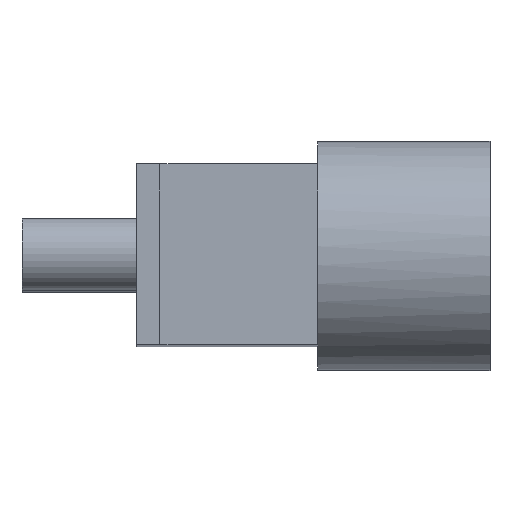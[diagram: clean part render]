
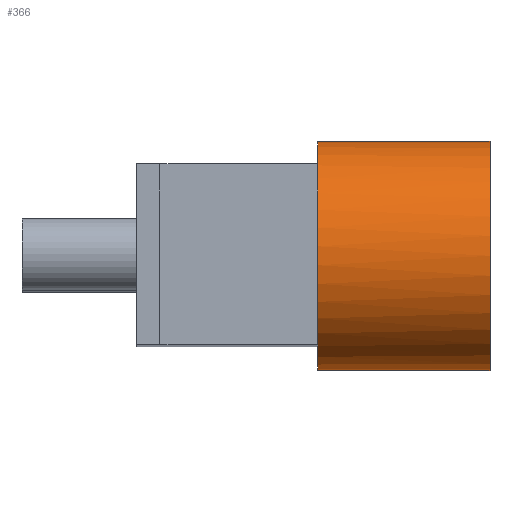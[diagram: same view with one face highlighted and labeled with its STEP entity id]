
A CAD part, top view. The second image highlights one B-rep face of the part: STEP entity #366.
In plain terms, the highlighted cylindrical face has radius 12.7 mm (diameter 25.4 mm), a full revolution.
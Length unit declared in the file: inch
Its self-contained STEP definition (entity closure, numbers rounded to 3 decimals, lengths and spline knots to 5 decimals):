
#21=CYLINDRICAL_SURFACE('',#408,0.5);
#32=FACE_OUTER_BOUND('',#56,.T.);
#56=EDGE_LOOP('',(#252,#253,#254,#255,#256,#257,#258,#259,#260));
#84=CIRCLE('',#404,0.5);
#85=CIRCLE('',#406,0.5);
#86=CIRCLE('',#407,0.5);
#87=CIRCLE('',#409,0.5);
#88=CIRCLE('',#410,0.5);
#89=CIRCLE('',#411,0.5);
#90=CIRCLE('',#412,0.5);
#101=LINE('',#572,#135);
#135=VECTOR('',#460,0.5);
#167=VERTEX_POINT('',#558);
#168=VERTEX_POINT('',#559);
#169=VERTEX_POINT('',#563);
#170=VERTEX_POINT('',#564);
#171=VERTEX_POINT('',#566);
#172=VERTEX_POINT('',#570);
#173=VERTEX_POINT('',#573);
#199=EDGE_CURVE('',#167,#168,#84,.T.);
#201=EDGE_CURVE('',#171,#170,#85,.T.);
#202=EDGE_CURVE('',#169,#171,#86,.T.);
#203=EDGE_CURVE('',#172,#172,#87,.T.);
#204=EDGE_CURVE('',#172,#171,#101,.T.);
#205=EDGE_CURVE('',#173,#170,#88,.T.);
#206=EDGE_CURVE('',#167,#173,#89,.T.);
#207=EDGE_CURVE('',#169,#168,#90,.T.);
#252=ORIENTED_EDGE('',*,*,#203,.F.);
#253=ORIENTED_EDGE('',*,*,#204,.T.);
#254=ORIENTED_EDGE('',*,*,#201,.T.);
#255=ORIENTED_EDGE('',*,*,#205,.F.);
#256=ORIENTED_EDGE('',*,*,#206,.F.);
#257=ORIENTED_EDGE('',*,*,#199,.T.);
#258=ORIENTED_EDGE('',*,*,#207,.F.);
#259=ORIENTED_EDGE('',*,*,#202,.T.);
#260=ORIENTED_EDGE('',*,*,#204,.F.);
#366=ADVANCED_FACE('',(#32),#21,.T.);
#404=AXIS2_PLACEMENT_3D('',#561,#447,#448);
#406=AXIS2_PLACEMENT_3D('',#567,#452,#453);
#407=AXIS2_PLACEMENT_3D('',#568,#454,#455);
#408=AXIS2_PLACEMENT_3D('',#569,#456,#457);
#409=AXIS2_PLACEMENT_3D('',#571,#458,#459);
#410=AXIS2_PLACEMENT_3D('',#574,#461,#462);
#411=AXIS2_PLACEMENT_3D('',#575,#463,#464);
#412=AXIS2_PLACEMENT_3D('',#576,#465,#466);
#447=DIRECTION('center_axis',(1.,0.,0.));
#448=DIRECTION('ref_axis',(0.,1.,0.));
#452=DIRECTION('center_axis',(1.,0.,0.));
#453=DIRECTION('ref_axis',(0.,1.,0.));
#454=DIRECTION('center_axis',(1.,0.,0.));
#455=DIRECTION('ref_axis',(0.,1.,0.));
#456=DIRECTION('center_axis',(1.,0.,0.));
#457=DIRECTION('ref_axis',(0.,1.,0.));
#458=DIRECTION('center_axis',(1.,0.,0.));
#459=DIRECTION('ref_axis',(0.,1.,0.));
#460=DIRECTION('',(-1.,0.,0.));
#461=DIRECTION('center_axis',(-1.,0.,0.));
#462=DIRECTION('ref_axis',(0.,1.,0.));
#463=DIRECTION('center_axis',(-1.,0.,0.));
#464=DIRECTION('ref_axis',(0.,1.,0.));
#465=DIRECTION('center_axis',(-1.,0.,0.));
#466=DIRECTION('ref_axis',(0.,1.,0.));
#558=CARTESIAN_POINT('',(8.5374,2.8937,22.95458));
#559=CARTESIAN_POINT('',(8.5374,2.8937,23.57102));
#561=CARTESIAN_POINT('Origin',(8.5374,2.5,23.2628));
#563=CARTESIAN_POINT('',(8.5374,2.1063,23.57102));
#564=CARTESIAN_POINT('',(8.5374,2.1063,22.95458));
#566=CARTESIAN_POINT('',(8.5374,2.,23.2628));
#567=CARTESIAN_POINT('Origin',(8.5374,2.5,23.2628));
#568=CARTESIAN_POINT('Origin',(8.5374,2.5,23.2628));
#569=CARTESIAN_POINT('Origin',(8.5374,2.5,23.2628));
#570=CARTESIAN_POINT('',(9.2874,2.,23.2628));
#571=CARTESIAN_POINT('Origin',(9.2874,2.5,23.2628));
#572=CARTESIAN_POINT('',(8.5374,2.,23.2628));
#573=CARTESIAN_POINT('',(8.5374,2.5,22.7628));
#574=CARTESIAN_POINT('Origin',(8.5374,2.5,23.2628));
#575=CARTESIAN_POINT('Origin',(8.5374,2.5,23.2628));
#576=CARTESIAN_POINT('Origin',(8.5374,2.5,23.2628));
